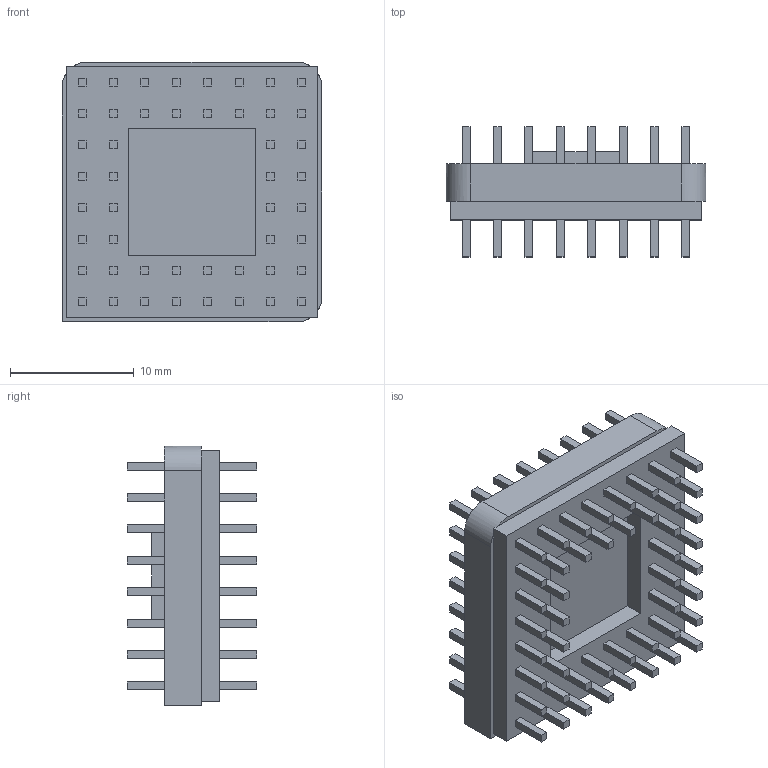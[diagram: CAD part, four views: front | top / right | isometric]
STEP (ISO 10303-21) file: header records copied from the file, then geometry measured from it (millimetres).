
FILE_DESCRIPTION(/* description */ (''),/* implementation_level */ '2;1');
FILE_NAME(/* name */ 'rp2040 v5.step',/* time_stamp */ '2023-01-22T20:42:05Z',/* author */ (''),/* organization */ (''),/* preprocessor_version */ 'ST-DEVELOPER v19.2',/* originating_system */ 'Autodesk Translation Framework v11.17.0.187',/* authorisation */ '');
FILE_SCHEMA (('AUTOMOTIVE_DESIGN { 1 0 10303 214 3 1 1 }'));
Length unit declared in the file: millimetre
Products named in the file (1): rp2040
Bounding box: 21 x 10.5 x 21 mm (x, y, z)
Volume: 1941.8 mm3; surface area: 2071.3 mm2
Topology: 1 solids, 1 shells, 511 faces, 1224 edges, 814 vertices
Faces by surface type: plane 507, cylinder 4
Full cylindrical faces by diameter (mm): 0.75 x1
Entity records: 14577 total; most frequent: CARTESIAN_POINT 2550, ORIENTED_EDGE 2448, DIRECTION 2262, EDGE_CURVE 1224, LINE 1210, VECTOR 1210, VERTEX_POINT 814, EDGE_LOOP 610
